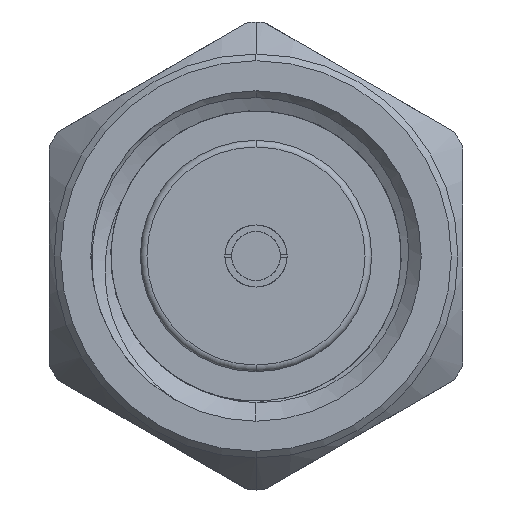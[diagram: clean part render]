
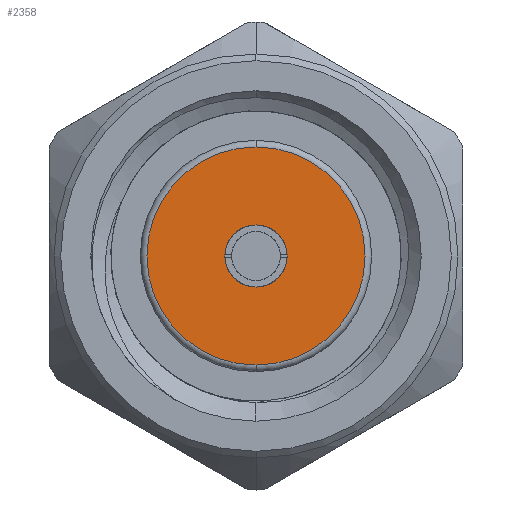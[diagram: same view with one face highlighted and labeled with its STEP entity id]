
A CAD part, left-side view. The second image highlights one B-rep face of the part: STEP entity #2358.
In plain terms, the highlighted planar face has unit normal (-1, 0, 0).
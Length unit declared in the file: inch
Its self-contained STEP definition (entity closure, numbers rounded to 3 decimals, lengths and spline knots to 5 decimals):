
#15 = ORIENTED_EDGE ( 'NONE', *, *, #1401, .F. ) ;
#73 = VERTEX_POINT ( 'NONE', #732 ) ;
#134 = DIRECTION ( 'NONE',  ( -1., 0., 0. ) ) ;
#151 = DIRECTION ( 'NONE',  ( 0., 0., -1. ) ) ;
#223 = VERTEX_POINT ( 'NONE', #1672 ) ;
#355 = CARTESIAN_POINT ( 'NONE',  ( 0.1, 0., 0.0235 ) ) ;
#444 = EDGE_CURVE ( 'NONE', #769, #223, #958, .T. ) ;
#703 = EDGE_LOOP ( 'NONE', ( #1919, #2543 ) ) ;
#731 = DIRECTION ( 'NONE',  ( -1., 0., 0. ) ) ;
#732 = CARTESIAN_POINT ( 'NONE',  ( 0.1, 0., -0.0235 ) ) ;
#769 = VERTEX_POINT ( 'NONE', #2337 ) ;
#779 = AXIS2_PLACEMENT_3D ( 'NONE', #3415, #2605, #3128 ) ;
#790 = FACE_BOUND ( 'NONE', #1684, .T. ) ;
#932 = AXIS2_PLACEMENT_3D ( 'NONE', #996, #731, #1292 ) ;
#958 = CIRCLE ( 'NONE', #2646, 0.0825 ) ;
#959 = CARTESIAN_POINT ( 'NONE',  ( 0.1, 0., 0. ) ) ;
#996 = CARTESIAN_POINT ( 'NONE',  ( 0.1, 0., 0. ) ) ;
#1174 = VERTEX_POINT ( 'NONE', #355 ) ;
#1197 = CIRCLE ( 'NONE', #932, 0.0825 ) ;
#1292 = DIRECTION ( 'NONE',  ( 0., 0., -1. ) ) ;
#1401 = EDGE_CURVE ( 'NONE', #1174, #73, #1648, .T. ) ;
#1457 = EDGE_CURVE ( 'NONE', #73, #1174, #2833, .T. ) ;
#1503 = DIRECTION ( 'NONE',  ( 1., 0., 0. ) ) ;
#1648 = CIRCLE ( 'NONE', #3028, 0.0235 ) ;
#1672 = CARTESIAN_POINT ( 'NONE',  ( 0.1, 0., -0.0825 ) ) ;
#1684 = EDGE_LOOP ( 'NONE', ( #15, #3407 ) ) ;
#1733 = CARTESIAN_POINT ( 'NONE',  ( 0.1, 0., 0. ) ) ;
#1772 = PLANE ( 'NONE',  #1968 ) ;
#1919 = ORIENTED_EDGE ( 'NONE', *, *, #2453, .T. ) ;
#1968 = AXIS2_PLACEMENT_3D ( 'NONE', #3124, #1503, #151 ) ;
#1985 = DIRECTION ( 'NONE',  ( -1., 0., 0. ) ) ;
#2337 = CARTESIAN_POINT ( 'NONE',  ( 0.1, 0., 0.0825 ) ) ;
#2358 = ADVANCED_FACE ( 'NONE', ( #790, #2921 ), #1772, .F. ) ;
#2453 = EDGE_CURVE ( 'NONE', #223, #769, #1197, .T. ) ;
#2538 = DIRECTION ( 'NONE',  ( 0., 0., -1. ) ) ;
#2543 = ORIENTED_EDGE ( 'NONE', *, *, #444, .T. ) ;
#2605 = DIRECTION ( 'NONE',  ( -1., 0., 0. ) ) ;
#2646 = AXIS2_PLACEMENT_3D ( 'NONE', #1733, #1985, #2538 ) ;
#2833 = CIRCLE ( 'NONE', #779, 0.0235 ) ;
#2921 = FACE_OUTER_BOUND ( 'NONE', #703, .T. ) ;
#3028 = AXIS2_PLACEMENT_3D ( 'NONE', #959, #134, #3393 ) ;
#3124 = CARTESIAN_POINT ( 'NONE',  ( 0.1, 0., 0. ) ) ;
#3128 = DIRECTION ( 'NONE',  ( 0., 0., 1. ) ) ;
#3393 = DIRECTION ( 'NONE',  ( 0., 0., 1. ) ) ;
#3407 = ORIENTED_EDGE ( 'NONE', *, *, #1457, .F. ) ;
#3415 = CARTESIAN_POINT ( 'NONE',  ( 0.1, 0., 0. ) ) ;
